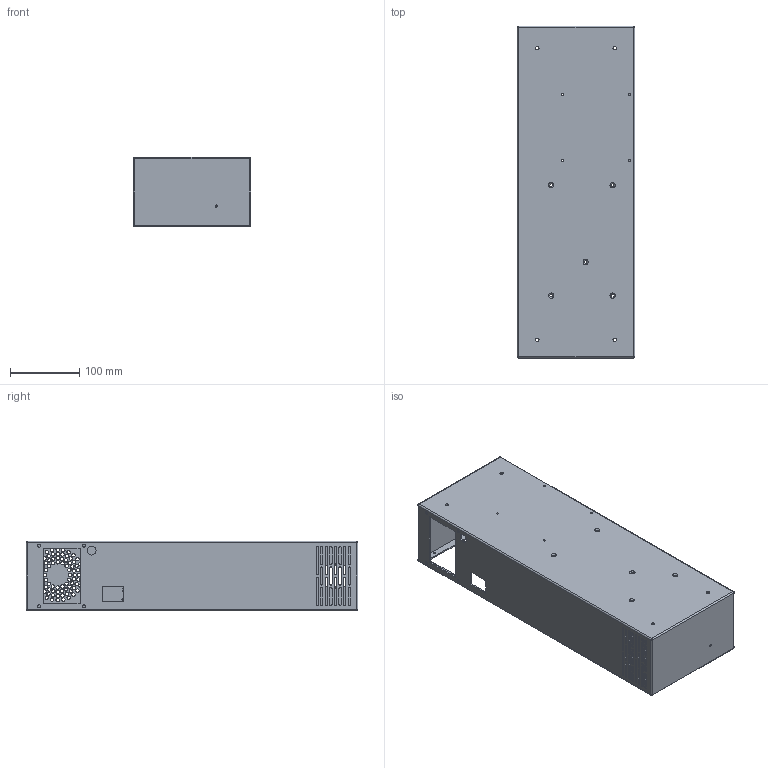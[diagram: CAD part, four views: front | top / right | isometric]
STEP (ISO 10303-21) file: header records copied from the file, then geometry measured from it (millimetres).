
FILE_DESCRIPTION(('FreeCAD Model'),'2;1');
FILE_NAME('electronics_chassis.step', '2019-03-06T10:37:53',('Author'),(''), 'Open CASCADE STEP processor 6.9','FreeCAD','Unknown');
FILE_SCHEMA(('AUTOMOTIVE_DESIGN { 1 0 10303 214 1 1 1 1 }'));
Length unit declared in the file: millimetre
Products named in the file (1): Chamfer001
Bounding box: 170 x 480 x 100.6 mm (x, y, z)
Volume: 410333.6 mm3; surface area: 422107.5 mm2
Topology: 1 solids, 1 shells, 311 faces, 894 edges, 581 vertices
Faces by surface type: cylinder 198, plane 100, cone 9, sphere 4
Full cylindrical faces by diameter (mm): 3 x18, 4 x9, 4.2 x5, 4.5 x4, 5 x100, 6 x6, 13 x1, 30.7 x1
Entity records: 22988 total; most frequent: CARTESIAN_POINT 4872, DIRECTION 3355, ORIENTED_EDGE 1780, PCURVE 1780, DEFINITIONAL_REPRESENTATION 1780, LINE 1730, VECTOR 1730, EDGE_CURVE 890
